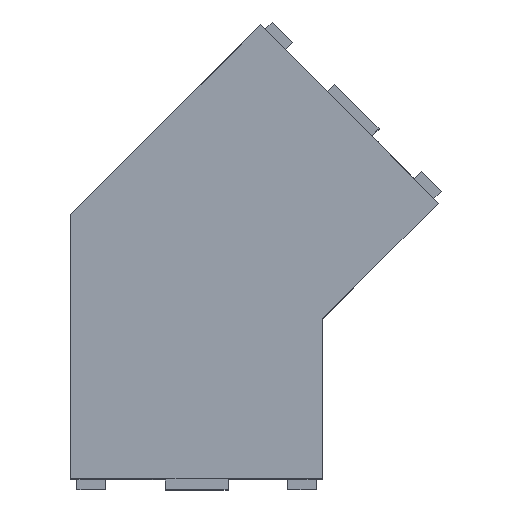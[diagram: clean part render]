
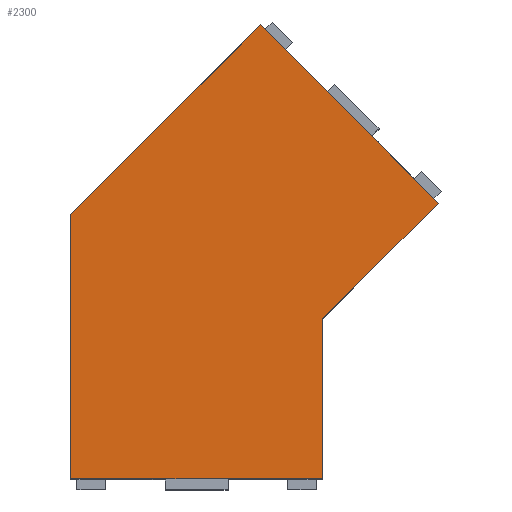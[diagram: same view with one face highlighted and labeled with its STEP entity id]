
A CAD part, top view. The second image highlights one B-rep face of the part: STEP entity #2300.
In plain terms, the highlighted planar face has unit normal (0, 0, 1).
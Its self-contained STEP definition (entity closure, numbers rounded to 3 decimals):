
#238 = AXIS2_PLACEMENT_3D ( 'NONE', #671, #3673, #294 ) ;
#294 = DIRECTION ( 'NONE',  ( -1., 0., 0. ) ) ;
#579 = EDGE_LOOP ( 'NONE', ( #4059, #612, #4224, #1775, #1481, #3992 ) ) ;
#612 = ORIENTED_EDGE ( 'NONE', *, *, #3348, .T. ) ;
#671 = CARTESIAN_POINT ( 'NONE',  ( -20., 42., 20. ) ) ;
#677 = VERTEX_POINT ( 'NONE', #1974 ) ;
#773 = DIRECTION ( 'NONE',  ( 0.707, 0.707, 0. ) ) ;
#782 = LINE ( 'NONE', #812, #2507 ) ;
#812 = CARTESIAN_POINT ( 'NONE',  ( 10.101, 72.101, 20. ) ) ;
#867 = EDGE_CURVE ( 'NONE', #3414, #3841, #4336, .T. ) ;
#1212 = DIRECTION ( 'NONE',  ( 1., 0., 0. ) ) ;
#1236 = VERTEX_POINT ( 'NONE', #4361 ) ;
#1279 = EDGE_CURVE ( 'NONE', #677, #2107, #782, .T. ) ;
#1349 = EDGE_CURVE ( 'NONE', #3867, #1236, #1589, .T. ) ;
#1481 = ORIENTED_EDGE ( 'NONE', *, *, #867, .T. ) ;
#1589 = LINE ( 'NONE', #3862, #3056 ) ;
#1775 = ORIENTED_EDGE ( 'NONE', *, *, #2984, .F. ) ;
#1799 = CARTESIAN_POINT ( 'NONE',  ( -20., 42., 20. ) ) ;
#1974 = CARTESIAN_POINT ( 'NONE',  ( 10.101, 72.101, 20. ) ) ;
#2027 = VECTOR ( 'NONE', #4722, 1000. ) ;
#2107 = VERTEX_POINT ( 'NONE', #2411 ) ;
#2297 = DIRECTION ( 'NONE',  ( 0.707, -0.707, 0. ) ) ;
#2300 = ADVANCED_FACE ( 'NONE', ( #4047 ), #2913, .F. ) ;
#2314 = LINE ( 'NONE', #4641, #3796 ) ;
#2411 = CARTESIAN_POINT ( 'NONE',  ( 38.385, 43.816, 20. ) ) ;
#2507 = VECTOR ( 'NONE', #2297, 1000. ) ;
#2624 = DIRECTION ( 'NONE',  ( 0.707, 0.707, 0. ) ) ;
#2701 = EDGE_CURVE ( 'NONE', #3841, #1236, #2314, .T. ) ;
#2913 = PLANE ( 'NONE',  #238 ) ;
#2943 = LINE ( 'NONE', #4807, #4660 ) ;
#2984 = EDGE_CURVE ( 'NONE', #3414, #677, #2998, .T. ) ;
#2998 = LINE ( 'NONE', #1799, #4578 ) ;
#3056 = VECTOR ( 'NONE', #3910, 1000. ) ;
#3216 = CARTESIAN_POINT ( 'NONE',  ( -20., 42., 20. ) ) ;
#3348 = EDGE_CURVE ( 'NONE', #3867, #2107, #2943, .T. ) ;
#3414 = VERTEX_POINT ( 'NONE', #4305 ) ;
#3673 = DIRECTION ( 'NONE',  ( 0., 0., -1. ) ) ;
#3796 = VECTOR ( 'NONE', #1212, 1000. ) ;
#3841 = VERTEX_POINT ( 'NONE', #4085 ) ;
#3862 = CARTESIAN_POINT ( 'NONE',  ( 20., 42., 20. ) ) ;
#3867 = VERTEX_POINT ( 'NONE', #4848 ) ;
#3910 = DIRECTION ( 'NONE',  ( 0., -1., 0. ) ) ;
#3992 = ORIENTED_EDGE ( 'NONE', *, *, #2701, .T. ) ;
#4047 = FACE_OUTER_BOUND ( 'NONE', #579, .T. ) ;
#4059 = ORIENTED_EDGE ( 'NONE', *, *, #1349, .F. ) ;
#4085 = CARTESIAN_POINT ( 'NONE',  ( -20., 0., 20. ) ) ;
#4224 = ORIENTED_EDGE ( 'NONE', *, *, #1279, .F. ) ;
#4305 = CARTESIAN_POINT ( 'NONE',  ( -20., 42., 20. ) ) ;
#4336 = LINE ( 'NONE', #3216, #2027 ) ;
#4361 = CARTESIAN_POINT ( 'NONE',  ( 20., 0., 20. ) ) ;
#4578 = VECTOR ( 'NONE', #773, 1000. ) ;
#4641 = CARTESIAN_POINT ( 'NONE',  ( -20., 0., 20. ) ) ;
#4660 = VECTOR ( 'NONE', #2624, 1000. ) ;
#4722 = DIRECTION ( 'NONE',  ( 0., -1., 0. ) ) ;
#4807 = CARTESIAN_POINT ( 'NONE',  ( 20., 25.431, 20. ) ) ;
#4848 = CARTESIAN_POINT ( 'NONE',  ( 20., 25.431, 20. ) ) ;
